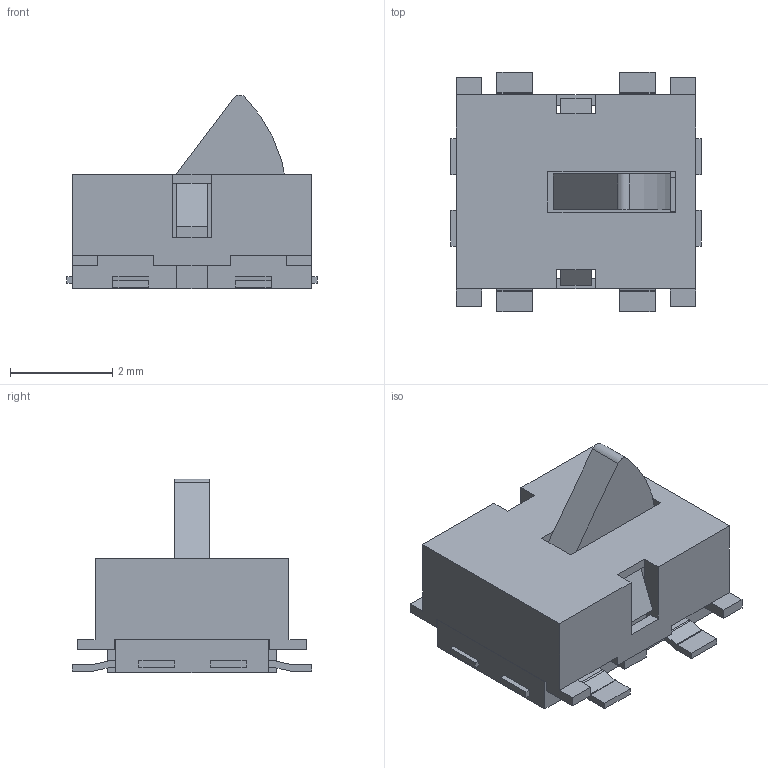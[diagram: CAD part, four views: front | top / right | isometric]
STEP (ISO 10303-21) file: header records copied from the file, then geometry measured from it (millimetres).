
FILE_DESCRIPTION( ( 'Unknown' ), '1' );
FILE_NAME( '461011220101.stp', 'Unknown', ( 'Unknown' ), ( 'Unknown' ), 'PSStep 16.0.42', 'Unknown', ' ' );
FILE_SCHEMA( ( 'AUTOMOTIVE_DESIGN { 1 0 10303 214 1 1 1 1 }' ) );
Length unit declared in the file: millimetre
Products named in the file (4): Assem1; Base; Slider; Frame
Assembly tree (3 placements, depth 2):
  Assem1
    Base
    Slider
    Frame
Bounding box: 4.9 x 4.7 x 3.8 mm (x, y, z)
Volume: 25.6 mm3; surface area: 224 mm2
Topology: 3 solids, 3 shells, 220 faces, 606 edges, 399 vertices
Faces by surface type: plane 197, cylinder 23
Full cylindrical faces by diameter (mm): 0.75 x2
Entity records: 8725 total; most frequent: CARTESIAN_POINT 1227, ORIENTED_EDGE 1208, DIRECTION 1099, EDGE_CURVE 604, LINE 557, VECTOR 557, VERTEX_POINT 399, AXIS2_PLACEMENT_3D 271
